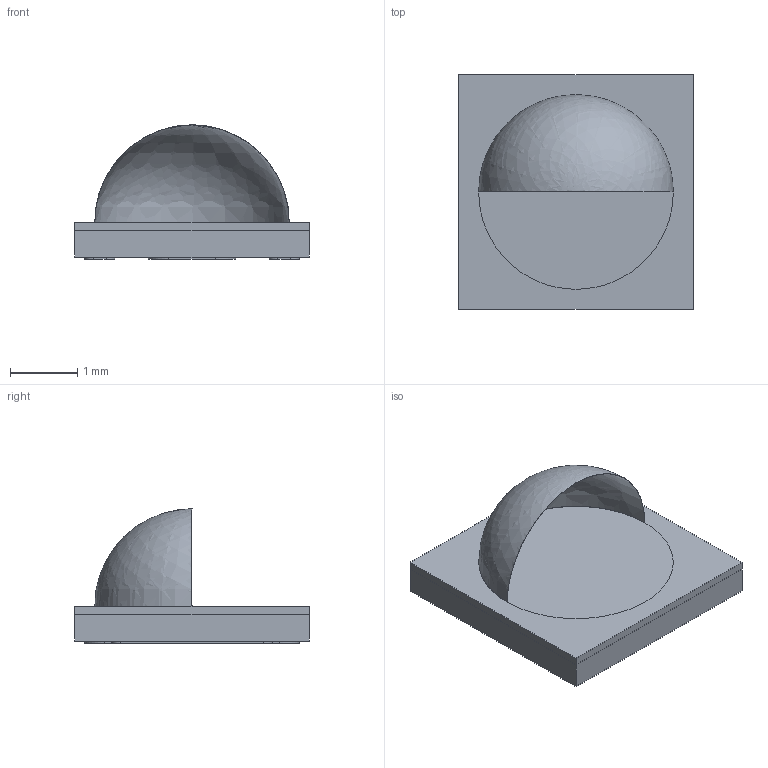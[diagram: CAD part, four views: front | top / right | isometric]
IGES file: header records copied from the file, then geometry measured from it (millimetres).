
Start section: SolidWorks IGES file using analytic representation for surfaces
Global section: file name: NVSW219B-V1 3D Data.IGS; native system: SolidWorks 2012; preprocessor: SolidWorks 2012; author: j44486; date: 140526.083033; units: millimetre
Bounding box: 3.5 x 3.5 x 2 mm (x, y, z)
Surface area: 63.5 mm2 (no closed solid volume)
Topology: 0 solids, 0 shells, 41 faces, 304 edges, 303 vertices
Faces by surface type: bspline 27, revolution 14
